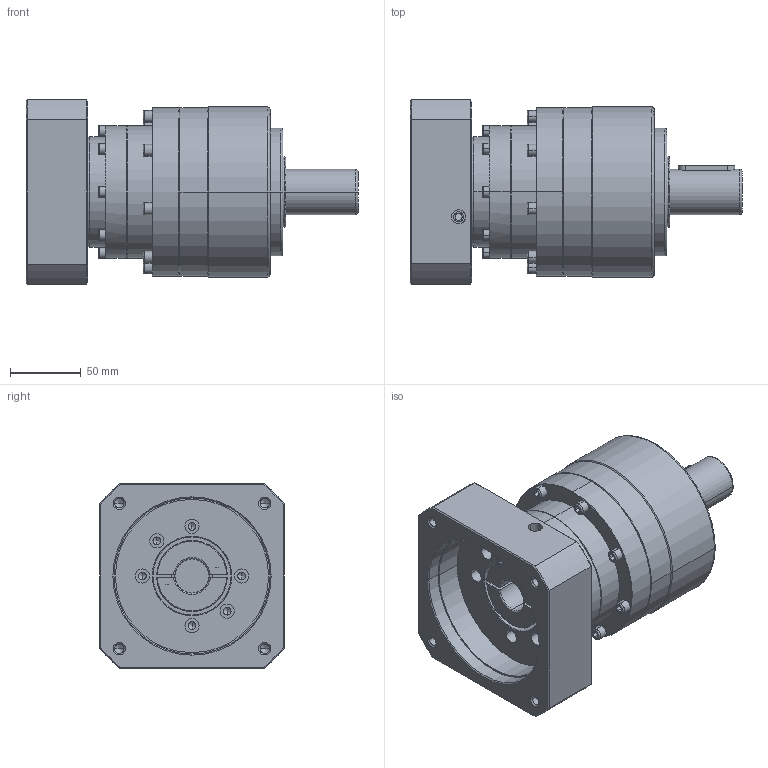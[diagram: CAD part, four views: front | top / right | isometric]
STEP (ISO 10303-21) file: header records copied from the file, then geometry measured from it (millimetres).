
FILE_DESCRIPTION (( 'STEP AP214' ), '1' );
FILE_NAME ('PE120-L2-24-110-145M8.STEP', '2024-01-06T05:26:02', ( 'admin' ), ( '' ), 'SwSTEP 2.0', 'SolidWorks 2013', '' );
FILE_SCHEMA (( 'AUTOMOTIVE_DESIGN' ));
Length unit declared in the file: millimetre
Products named in the file (4): PE120-L2-24-110-145M8; PB115-L2; PB090-110-145M8; PE120
Assembly tree (3 placements, depth 2):
  PE120-L2-24-110-145M8
    PB115-L2
    PB090-110-145M8
    PE120
Bounding box: 234 x 130 x 130 mm (x, y, z)
Volume: 1717723.3 mm3; surface area: 183995.4 mm2
Topology: 3 solids, 3 shells, 524 faces, 1246 edges, 756 vertices
Faces by surface type: plane 192, cylinder 186, cone 95, bspline 51
Entity records: 22166 total; most frequent: CARTESIAN_POINT 4402, DIRECTION 2538, ORIENTED_EDGE 2388, EDGE_CURVE 1194, AXIS2_PLACEMENT_3D 961, VERTEX_POINT 755, EDGE_LOOP 629, LINE 616
